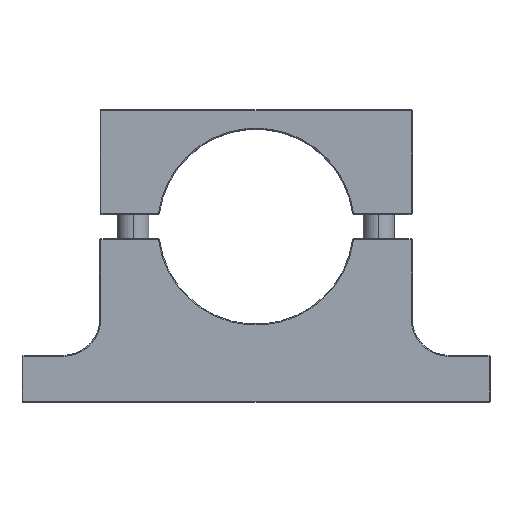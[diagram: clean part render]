
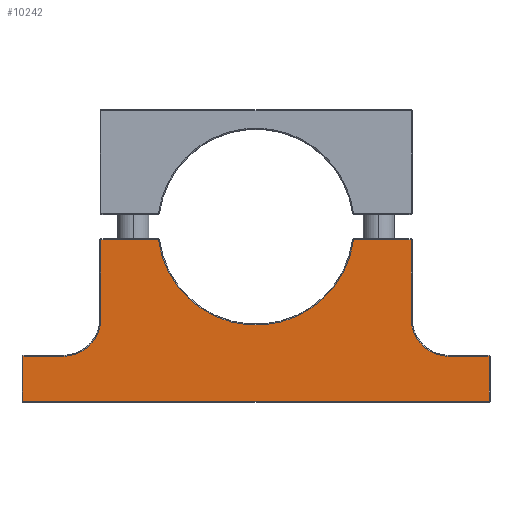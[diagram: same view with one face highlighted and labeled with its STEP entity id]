
A CAD part, top view. The second image highlights one B-rep face of the part: STEP entity #10242.
In plain terms, the highlighted planar face has unit normal (0, 0, 1).
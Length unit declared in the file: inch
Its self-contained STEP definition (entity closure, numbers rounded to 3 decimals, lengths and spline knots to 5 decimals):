
#6 = VERTEX_POINT ( 'NONE', #9903 ) ;
#108 = CARTESIAN_POINT ( 'NONE',  ( -1.5648, -0.13303, 0.49213 ) ) ;
#171 = VECTOR ( 'NONE', #7899, 39.37008 ) ;
#208 = VERTEX_POINT ( 'NONE', #10119 ) ;
#211 = CARTESIAN_POINT ( 'NONE',  ( 0., -1.76165, 0.49213 ) ) ;
#297 = CIRCLE ( 'NONE', #4325, 0.385 ) ;
#341 = EDGE_CURVE ( 'NONE', #908, #345, #7859, .T. ) ;
#345 = VERTEX_POINT ( 'NONE', #8569 ) ;
#908 = VERTEX_POINT ( 'NONE', #10053 ) ;
#937 = LINE ( 'NONE', #211, #5174 ) ;
#1207 = PLANE ( 'NONE',  #8577 ) ;
#1237 = CARTESIAN_POINT ( 'NONE',  ( 0., -1.12716, 0.49213 ) ) ;
#1287 = ORIENTED_EDGE ( 'NONE', *, *, #4351, .T. ) ;
#1293 = ORIENTED_EDGE ( 'NONE', *, *, #7437, .T. ) ;
#1306 = ORIENTED_EDGE ( 'NONE', *, *, #8458, .T. ) ;
#1427 = VERTEX_POINT ( 'NONE', #3286 ) ;
#1520 = CARTESIAN_POINT ( 'NONE',  ( 1.5648, -1.12716, 0.49213 ) ) ;
#1772 = CARTESIAN_POINT ( 'NONE',  ( 0., -1.30921, 0.49213 ) ) ;
#1875 = CARTESIAN_POINT ( 'NONE',  ( -1.5648, -1.12716, 0.49213 ) ) ;
#2048 = DIRECTION ( 'NONE',  ( 1., 0., 0. ) ) ;
#2109 = CARTESIAN_POINT ( 'NONE',  ( 0., 0., 0.49213 ) ) ;
#2223 = DIRECTION ( 'NONE',  ( -1., 0., 0. ) ) ;
#2344 = CARTESIAN_POINT ( 'NONE',  ( 0., -0.13303, 0.49213 ) ) ;
#2345 = CIRCLE ( 'NONE', #4819, 0.385 ) ;
#2644 = DIRECTION ( 'NONE',  ( 0., -1., 0. ) ) ;
#2839 = AXIS2_PLACEMENT_3D ( 'NONE', #2109, #7671, #2911 ) ;
#2879 = CARTESIAN_POINT ( 'NONE',  ( 0., -0.13303, 0.49213 ) ) ;
#2911 = DIRECTION ( 'NONE',  ( 1., 0., 0. ) ) ;
#3182 = CARTESIAN_POINT ( 'NONE',  ( -2.3522, -1.30921, 0.49213 ) ) ;
#3219 = CARTESIAN_POINT ( 'NONE',  ( -1.5648, -0.92421, 0.49213 ) ) ;
#3286 = CARTESIAN_POINT ( 'NONE',  ( 1.5648, -0.13303, 0.49213 ) ) ;
#3434 = CARTESIAN_POINT ( 'NONE',  ( -2.3522, -1.12716, 0.49213 ) ) ;
#3473 = CARTESIAN_POINT ( 'NONE',  ( 2.3522, -1.12716, 0.49213 ) ) ;
#3506 = DIRECTION ( 'NONE',  ( 0., 1., 0. ) ) ;
#3543 = CARTESIAN_POINT ( 'NONE',  ( 0., -1.30921, 0.49213 ) ) ;
#3644 = DIRECTION ( 'NONE',  ( 0., 0., -1. ) ) ;
#3721 = LINE ( 'NONE', #1875, #7703 ) ;
#3774 = ORIENTED_EDGE ( 'NONE', *, *, #341, .T. ) ;
#3870 = VECTOR ( 'NONE', #2223, 39.37008 ) ;
#3971 = LINE ( 'NONE', #3434, #5852 ) ;
#4069 = DIRECTION ( 'NONE',  ( -1., 0., 0. ) ) ;
#4136 = CARTESIAN_POINT ( 'NONE',  ( 1.9498, -0.92421, 0.49213 ) ) ;
#4152 = EDGE_CURVE ( 'NONE', #7804, #7658, #3971, .T. ) ;
#4271 = EDGE_CURVE ( 'NONE', #9139, #8548, #3721, .T. ) ;
#4285 = DIRECTION ( 'NONE',  ( 0., -1., 0. ) ) ;
#4299 = ORIENTED_EDGE ( 'NONE', *, *, #8637, .T. ) ;
#4325 = AXIS2_PLACEMENT_3D ( 'NONE', #4136, #9690, #4948 ) ;
#4351 = EDGE_CURVE ( 'NONE', #4653, #7804, #8811, .T. ) ;
#4406 = EDGE_CURVE ( 'NONE', #8548, #4653, #2345, .T. ) ;
#4653 = VERTEX_POINT ( 'NONE', #9980 ) ;
#4819 = AXIS2_PLACEMENT_3D ( 'NONE', #8419, #3644, #9214 ) ;
#4948 = DIRECTION ( 'NONE',  ( 0., -1., 0. ) ) ;
#5174 = VECTOR ( 'NONE', #5764, 39.37008 ) ;
#5207 = EDGE_CURVE ( 'NONE', #10121, #9139, #6675, .T. ) ;
#5312 = LINE ( 'NONE', #3473, #5553 ) ;
#5495 = FACE_OUTER_BOUND ( 'NONE', #8058, .T. ) ;
#5553 = VECTOR ( 'NONE', #3506, 39.37008 ) ;
#5626 = ORIENTED_EDGE ( 'NONE', *, *, #4406, .T. ) ;
#5690 = LINE ( 'NONE', #2344, #7805 ) ;
#5724 = CARTESIAN_POINT ( 'NONE',  ( 0.98531, -0.13303, 0.49212 ) ) ;
#5764 = DIRECTION ( 'NONE',  ( 1., 0., 0. ) ) ;
#5852 = VECTOR ( 'NONE', #2644, 39.37008 ) ;
#5896 = ORIENTED_EDGE ( 'NONE', *, *, #4152, .T. ) ;
#5939 = EDGE_CURVE ( 'NONE', #9430, #10121, #7368, .T. ) ;
#6501 = LINE ( 'NONE', #1520, #171 ) ;
#6639 = CARTESIAN_POINT ( 'NONE',  ( -0.98531, -0.13303, 0.49212 ) ) ;
#6675 = LINE ( 'NONE', #2879, #8768 ) ;
#6716 = VECTOR ( 'NONE', #9106, 39.37008 ) ;
#6822 = DIRECTION ( 'NONE',  ( 0., 0., 1. ) ) ;
#7060 = CARTESIAN_POINT ( 'NONE',  ( -2.3522, -1.76165, 0.49213 ) ) ;
#7111 = DIRECTION ( 'NONE',  ( -1., 0., 0. ) ) ;
#7195 = EDGE_CURVE ( 'NONE', #1427, #9430, #5690, .T. ) ;
#7368 = CIRCLE ( 'NONE', #2839, 0.99425 ) ;
#7437 = EDGE_CURVE ( 'NONE', #6, #908, #5312, .T. ) ;
#7658 = VERTEX_POINT ( 'NONE', #7060 ) ;
#7671 = DIRECTION ( 'NONE',  ( 0., 0., -1. ) ) ;
#7675 = ORIENTED_EDGE ( 'NONE', *, *, #5207, .T. ) ;
#7696 = ORIENTED_EDGE ( 'NONE', *, *, #9223, .T. ) ;
#7703 = VECTOR ( 'NONE', #4285, 39.37008 ) ;
#7804 = VERTEX_POINT ( 'NONE', #3182 ) ;
#7805 = VECTOR ( 'NONE', #7111, 39.37008 ) ;
#7859 = LINE ( 'NONE', #1772, #3870 ) ;
#7899 = DIRECTION ( 'NONE',  ( 0., 1., 0. ) ) ;
#8058 = EDGE_LOOP ( 'NONE', ( #1287, #5896, #7696, #1293, #3774, #4299, #1306, #10143, #9523, #7675, #9258, #5626 ) ) ;
#8419 = CARTESIAN_POINT ( 'NONE',  ( -1.9498, -0.92421, 0.49213 ) ) ;
#8458 = EDGE_CURVE ( 'NONE', #208, #1427, #6501, .T. ) ;
#8548 = VERTEX_POINT ( 'NONE', #3219 ) ;
#8569 = CARTESIAN_POINT ( 'NONE',  ( 1.9498, -1.30921, 0.49213 ) ) ;
#8577 = AXIS2_PLACEMENT_3D ( 'NONE', #1237, #6822, #2048 ) ;
#8637 = EDGE_CURVE ( 'NONE', #345, #208, #297, .T. ) ;
#8768 = VECTOR ( 'NONE', #4069, 39.37008 ) ;
#8811 = LINE ( 'NONE', #3543, #6716 ) ;
#9106 = DIRECTION ( 'NONE',  ( -1., 0., 0. ) ) ;
#9139 = VERTEX_POINT ( 'NONE', #108 ) ;
#9214 = DIRECTION ( 'NONE',  ( 1., 0., 0. ) ) ;
#9223 = EDGE_CURVE ( 'NONE', #7658, #6, #937, .T. ) ;
#9258 = ORIENTED_EDGE ( 'NONE', *, *, #4271, .T. ) ;
#9430 = VERTEX_POINT ( 'NONE', #5724 ) ;
#9523 = ORIENTED_EDGE ( 'NONE', *, *, #5939, .T. ) ;
#9690 = DIRECTION ( 'NONE',  ( 0., 0., -1. ) ) ;
#9903 = CARTESIAN_POINT ( 'NONE',  ( 2.3522, -1.76165, 0.49213 ) ) ;
#9980 = CARTESIAN_POINT ( 'NONE',  ( -1.9498, -1.30921, 0.49213 ) ) ;
#10053 = CARTESIAN_POINT ( 'NONE',  ( 2.3522, -1.30921, 0.49213 ) ) ;
#10119 = CARTESIAN_POINT ( 'NONE',  ( 1.5648, -0.92421, 0.49213 ) ) ;
#10121 = VERTEX_POINT ( 'NONE', #6639 ) ;
#10143 = ORIENTED_EDGE ( 'NONE', *, *, #7195, .T. ) ;
#10242 = ADVANCED_FACE ( 'NONE', ( #5495 ), #1207, .T. ) ;
